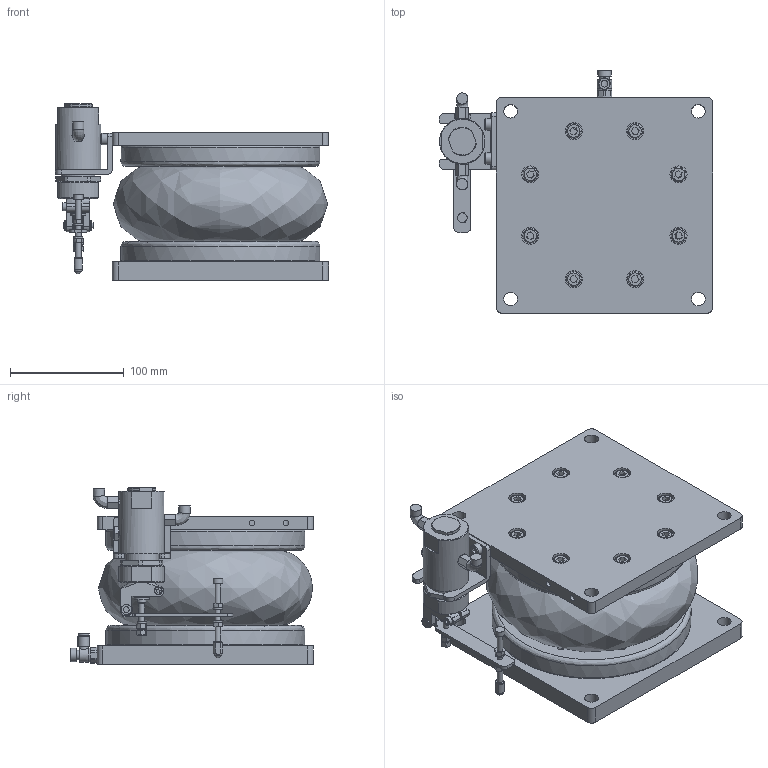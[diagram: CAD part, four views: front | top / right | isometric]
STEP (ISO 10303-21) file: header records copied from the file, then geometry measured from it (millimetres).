
FILE_DESCRIPTION (( 'STEP AP203' ), '1' );
FILE_NAME ('516458.STEP', '2025-01-03T04:10:37', ( 'Windows User' ), ( 'P R C' ), 'SwSTEP 2.0', 'SolidWorks 2020', '' );
FILE_SCHEMA (( 'CONFIG_CONTROL_DESIGN' ));
Length unit declared in the file: millimetre
Products named in the file (1): 516458
Bounding box: 240 x 213.5 x 155 mm (x, y, z)
Surface area: 315017.4 mm2 (no closed solid volume)
Topology: 0 solids, 66 shells, 531 faces, 1603 edges, 1128 vertices
Faces by surface type: plane 328, cylinder 124, cone 45, bspline 33, torus 1
Full cylindrical faces by diameter (mm): 5 x9, 6 x1, 6.8 x8, 7 x2, 7.5 x1, 8 x4, 8.1 x1, 8.45 x1, 8.5 x1, 9 x2, 9.7 x1, 10 x4, 10.4 x1, 11 x2, 11.5 x2, 12 x9, 12.6 x1, 12.7 x1, 13 x3, 15 x16, 30 x1, 40 x1, 175 x2
Entity records: 29168 total; most frequent: CARTESIAN_POINT 15968, ORIENTED_EDGE 2511, DIRECTION 2381, EDGE_CURVE 1471, VERTEX_POINT 1106, AXIS2_PLACEMENT_3D 821, EDGE_LOOP 778, LINE 739
